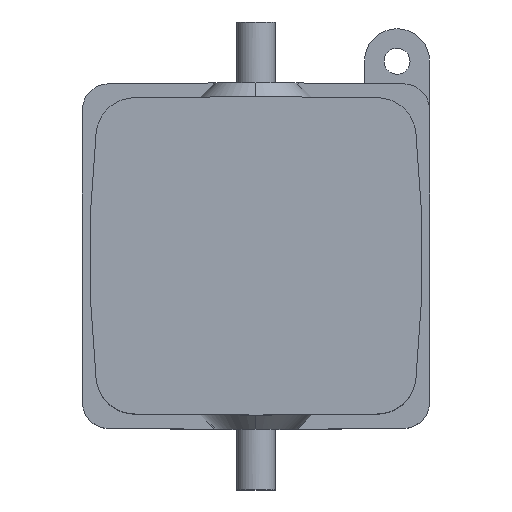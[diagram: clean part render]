
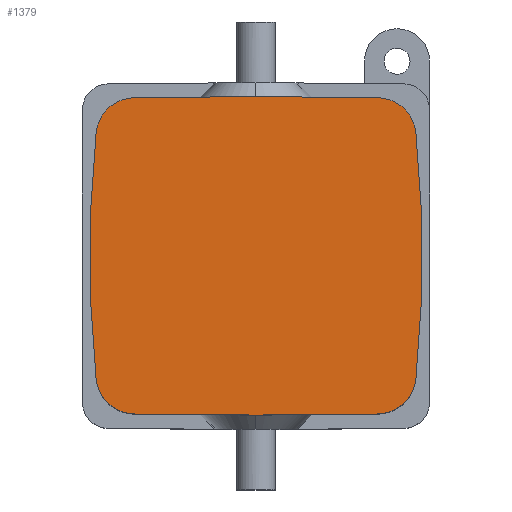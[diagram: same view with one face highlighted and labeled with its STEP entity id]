
A CAD part, top view. The second image highlights one B-rep face of the part: STEP entity #1379.
In plain terms, the highlighted planar face has unit normal (0, 0, 1).
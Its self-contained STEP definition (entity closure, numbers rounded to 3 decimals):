
#677=AXIS2_PLACEMENT_3D('Circle Axis2P3D',#675,#676,$) ;
#708=AXIS2_PLACEMENT_3D('Circle Axis2P3D',#706,#707,$) ;
#739=AXIS2_PLACEMENT_3D('Circle Axis2P3D',#737,#738,$) ;
#940=AXIS2_PLACEMENT_3D('Circle Axis2P3D',#938,#939,$) ;
#995=AXIS2_PLACEMENT_3D('Circle Axis2P3D',#993,#994,$) ;
#1347=AXIS2_PLACEMENT_3D('Circle Axis2P3D',#1345,#1346,$) ;
#1365=AXIS2_PLACEMENT_3D('Plane Axis2P3D',#1362,#1363,#1364) ;
#527=CARTESIAN_POINT('Vertex',(13.35,30.25,17.5)) ;
#530=CARTESIAN_POINT('Line Origine',(18.021,30.209,17.5)) ;
#534=CARTESIAN_POINT('Vertex',(22.692,30.168,17.5)) ;
#588=CARTESIAN_POINT('Vertex',(4.008,30.168,17.5)) ;
#591=CARTESIAN_POINT('Line Origine',(8.679,30.209,17.5)) ;
#672=CARTESIAN_POINT('Vertex',(1.051,27.485,17.5)) ;
#675=CARTESIAN_POINT('Axis2P3D Location',(4.034,27.169,17.5)) ;
#703=CARTESIAN_POINT('Vertex',(1.051,8.515,17.5)) ;
#706=CARTESIAN_POINT('Axis2P3D Location',(90.55,18.,17.5)) ;
#734=CARTESIAN_POINT('Vertex',(4.008,5.832,17.5)) ;
#737=CARTESIAN_POINT('Axis2P3D Location',(4.034,8.831,17.5)) ;
#765=CARTESIAN_POINT('Vertex',(13.35,5.75,17.5)) ;
#768=CARTESIAN_POINT('Line Origine',(8.679,5.791,17.5)) ;
#866=CARTESIAN_POINT('Vertex',(22.692,5.832,17.5)) ;
#869=CARTESIAN_POINT('Line Origine',(18.021,5.791,17.5)) ;
#935=CARTESIAN_POINT('Vertex',(25.649,8.515,17.5)) ;
#938=CARTESIAN_POINT('Axis2P3D Location',(22.666,8.831,17.5)) ;
#990=CARTESIAN_POINT('Vertex',(25.649,27.485,17.5)) ;
#993=CARTESIAN_POINT('Axis2P3D Location',(-63.85,18.,17.5)) ;
#1345=CARTESIAN_POINT('Axis2P3D Location',(22.666,27.169,17.5)) ;
#1362=CARTESIAN_POINT('Axis2P3D Location',(13.35,18.,17.5)) ;
#531=DIRECTION('Vector Direction',(-1.,0.009,0.)) ;
#592=DIRECTION('Vector Direction',(1.,0.009,0.)) ;
#676=DIRECTION('Axis2P3D Direction',(0.,0.,1.)) ;
#707=DIRECTION('Axis2P3D Direction',(0.,0.,1.)) ;
#738=DIRECTION('Axis2P3D Direction',(0.,0.,1.)) ;
#769=DIRECTION('Vector Direction',(1.,-0.009,0.)) ;
#870=DIRECTION('Vector Direction',(-1.,-0.009,0.)) ;
#939=DIRECTION('Axis2P3D Direction',(0.,0.,1.)) ;
#994=DIRECTION('Axis2P3D Direction',(0.,0.,1.)) ;
#1346=DIRECTION('Axis2P3D Direction',(0.,0.,1.)) ;
#1363=DIRECTION('Axis2P3D Direction',(0.,0.,1.)) ;
#1364=DIRECTION('Axis2P3D XDirection',(1.,0.,0.)) ;
#532=VECTOR('Line Direction',#531,1.) ;
#593=VECTOR('Line Direction',#592,1.) ;
#770=VECTOR('Line Direction',#769,1.) ;
#871=VECTOR('Line Direction',#870,1.) ;
#1368=ORIENTED_EDGE('',*,*,#710,.T.) ;
#1369=ORIENTED_EDGE('',*,*,#741,.T.) ;
#1370=ORIENTED_EDGE('',*,*,#772,.T.) ;
#1371=ORIENTED_EDGE('',*,*,#873,.T.) ;
#1372=ORIENTED_EDGE('',*,*,#942,.T.) ;
#1373=ORIENTED_EDGE('',*,*,#997,.T.) ;
#1374=ORIENTED_EDGE('',*,*,#1349,.T.) ;
#1375=ORIENTED_EDGE('',*,*,#536,.T.) ;
#1376=ORIENTED_EDGE('',*,*,#595,.T.) ;
#1377=ORIENTED_EDGE('',*,*,#679,.T.) ;
#1379=ADVANCED_FACE('Hauptkoerper',(#1378),#1366,.T.) ;
#678=CIRCLE('generated circle',#677,3.) ;
#709=CIRCLE('generated circle',#708,90.) ;
#740=CIRCLE('generated circle',#739,3.) ;
#941=CIRCLE('generated circle',#940,3.) ;
#996=CIRCLE('generated circle',#995,90.) ;
#1348=CIRCLE('generated circle',#1347,3.) ;
#536=EDGE_CURVE('',#535,#528,#533,.T.) ;
#595=EDGE_CURVE('',#528,#589,#594,.F.) ;
#679=EDGE_CURVE('',#589,#673,#678,.T.) ;
#710=EDGE_CURVE('',#673,#704,#709,.T.) ;
#741=EDGE_CURVE('',#704,#735,#740,.T.) ;
#772=EDGE_CURVE('',#735,#766,#771,.T.) ;
#873=EDGE_CURVE('',#766,#867,#872,.F.) ;
#942=EDGE_CURVE('',#867,#936,#941,.T.) ;
#997=EDGE_CURVE('',#936,#991,#996,.T.) ;
#1349=EDGE_CURVE('',#991,#535,#1348,.T.) ;
#1367=EDGE_LOOP('',(#1368,#1369,#1370,#1371,#1372,#1373,#1374,#1375,#1376,#1377)) ;
#1378=FACE_OUTER_BOUND('',#1367,.T.) ;
#533=LINE('Line',#530,#532) ;
#594=LINE('Line',#591,#593) ;
#771=LINE('Line',#768,#770) ;
#872=LINE('Line',#869,#871) ;
#1366=PLANE('',#1365) ;
#528=VERTEX_POINT('',#527) ;
#535=VERTEX_POINT('',#534) ;
#589=VERTEX_POINT('',#588) ;
#673=VERTEX_POINT('',#672) ;
#704=VERTEX_POINT('',#703) ;
#735=VERTEX_POINT('',#734) ;
#766=VERTEX_POINT('',#765) ;
#867=VERTEX_POINT('',#866) ;
#936=VERTEX_POINT('',#935) ;
#991=VERTEX_POINT('',#990) ;
